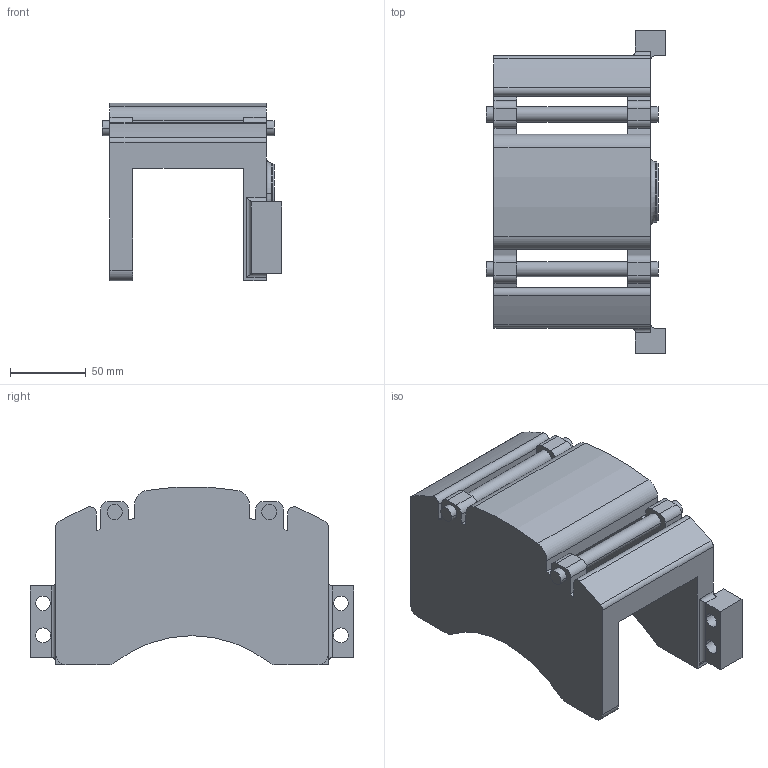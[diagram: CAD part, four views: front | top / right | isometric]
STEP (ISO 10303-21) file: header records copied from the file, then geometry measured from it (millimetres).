
FILE_DESCRIPTION(('CATIA V5 STEP Exchange'),'2;1');
FILE_NAME('etrier.stp','2024-06-09T13:19:47+00:00',('none'),('none'),'CATIA Version 5 Release 21 GA (IN-10)','CATIA V5 STEP AP203','none');
FILE_SCHEMA(('CONFIG_CONTROL_DESIGN'));
Length unit declared in the file: millimetre
Products named in the file (1): etrier
Bounding box: 118 x 212.82 x 117.07 mm (x, y, z)
Volume: 740875.6 mm3; surface area: 126884.7 mm2
Topology: 1 solids, 1 shells, 113 faces, 316 edges, 206 vertices
Faces by surface type: cylinder 66, plane 43, torus 2, cone 2
Entity records: 3393 total; most frequent: ORIENTED_EDGE 632, CARTESIAN_POINT 629, DIRECTION 436, EDGE_CURVE 316, VERTEX_POINT 206, AXIS2_PLACEMENT_3D 193, VECTOR 182, LINE 182
